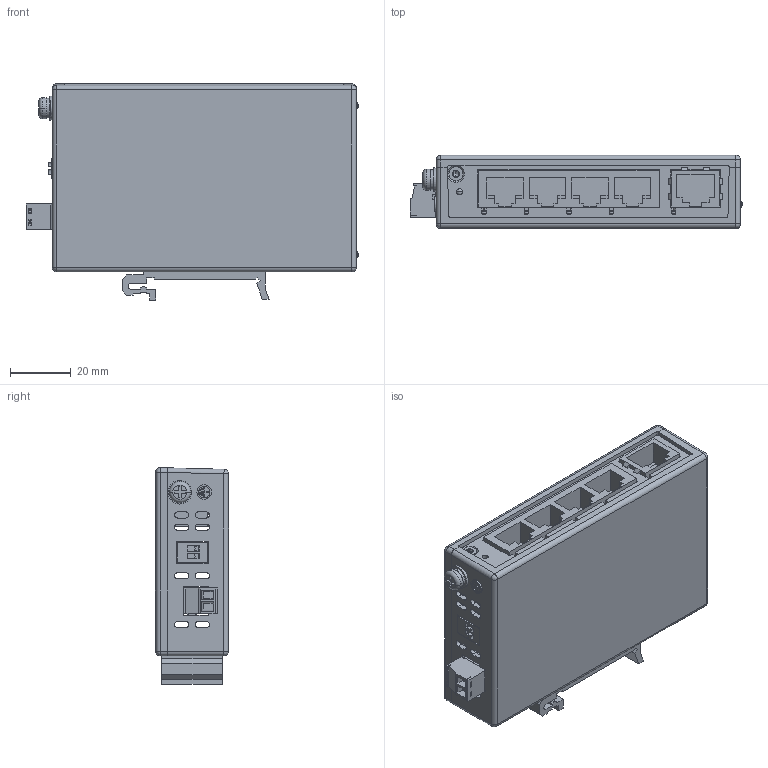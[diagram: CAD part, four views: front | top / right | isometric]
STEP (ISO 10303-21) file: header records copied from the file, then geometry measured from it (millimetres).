
FILE_DESCRIPTION((''),'2;1');
FILE_NAME('MTX100-A5K0050-A5K0005-IP30_ASM_ASM','2025-12-16T',('MRD'),(''),'PRO/ENGINEER BY PARAMETRIC TECHNOLOGY CORPORATION, 2017170','PRO/ENGINEER BY PARAMETRIC TECHNOLOGY CORPORATION, 2017170','');
FILE_SCHEMA(('CONFIG_CONTROL_DESIGN'));
Products named in the file (23): MSBR-23; MSBR-22; MSBR-21; MSBR-20; MSBR-19; MSBR-18; MSBR-17; MSBR-16; MSBR-15; MSBR-14; MSBR-13; MSBR-12; MSBR-11; MSBR-10; MSBR-9; MSBR-8; MSBR-7; MSBR-6; MSBR-5; MSBR-4; MSBR-3; MSBR-2; MTX100-A5K0050-A5K0005-IP30_ASM_ASM
Assembly tree (22 placements, depth 2):
  MTX100-A5K0050-A5K0005-IP30_ASM_ASM
    MSBR-23
    MSBR-22
    MSBR-21
    MSBR-20
    MSBR-19
    MSBR-18
    MSBR-17
    MSBR-16
    MSBR-15
    MSBR-14
    MSBR-13
    MSBR-12
    MSBR-11
    MSBR-10
    MSBR-9
    MSBR-8
    MSBR-7
    MSBR-6
    MSBR-5
    MSBR-4
    MSBR-3
    MSBR-2
Bounding box: 109.1 x 24 x 71.1 mm (x, y, z)
Volume: 51024.7 mm3; surface area: 53897.7 mm2
Topology: 22 solids, 22 shells, 2247 faces, 6011 edges, 3924 vertices
Faces by surface type: plane 1522, cylinder 506, cone 87, torus 68, bspline 46, sphere 14, extrusion 4
Entity records: 73254 total; most frequent: CARTESIAN_POINT 16669, ORIENTED_EDGE 12002, DIRECTION 11108, EDGE_CURVE 6001, VECTOR 4374, LINE 4370, VERTEX_POINT 3924, AXIS2_PLACEMENT_3D 3367
